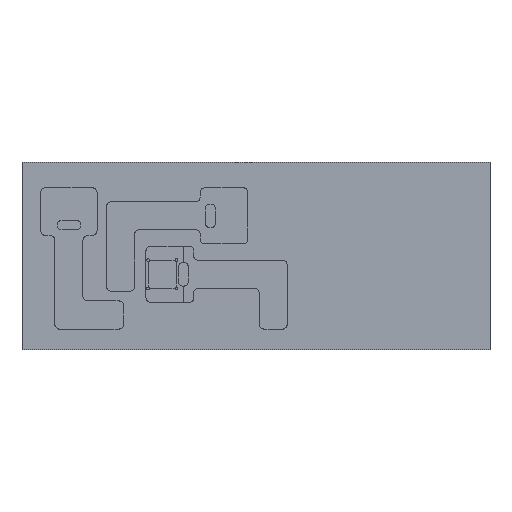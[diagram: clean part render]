
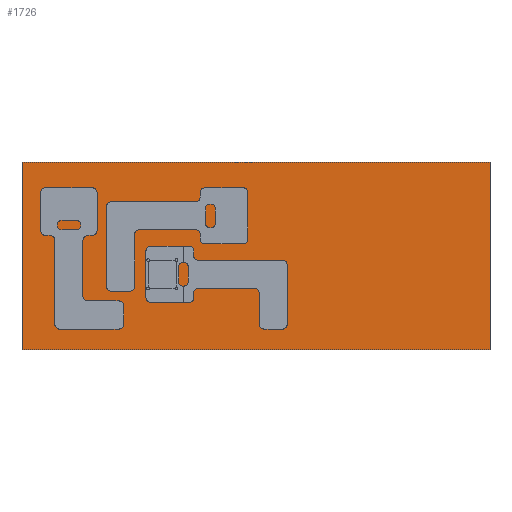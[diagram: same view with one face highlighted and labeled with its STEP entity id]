
A CAD part, top view. The second image highlights one B-rep face of the part: STEP entity #1726.
In plain terms, the highlighted planar face has unit normal (0, 0, 1).
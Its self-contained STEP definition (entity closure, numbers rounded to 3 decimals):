
#88 = PLANE ( 'NONE',  #432 ) ;
#112 = EDGE_LOOP ( 'NONE', ( #344, #803, #2421, #3815 ) ) ;
#275 = CARTESIAN_POINT ( 'NONE',  ( -500., 0., 10. ) ) ;
#295 = LINE ( 'NONE', #3163, #3734 ) ;
#344 = ORIENTED_EDGE ( 'NONE', *, *, #2333, .T. ) ;
#432 = AXIS2_PLACEMENT_3D ( 'NONE', #3353, #2113, #1120 ) ;
#449 = VECTOR ( 'NONE', #2422, 1000. ) ;
#587 = VERTEX_POINT ( 'NONE', #864 ) ;
#803 = ORIENTED_EDGE ( 'NONE', *, *, #1889, .T. ) ;
#864 = CARTESIAN_POINT ( 'NONE',  ( -500., 200., 10. ) ) ;
#1120 = DIRECTION ( 'NONE',  ( 1., 0., 0. ) ) ;
#1172 = VECTOR ( 'NONE', #3742, 1000. ) ;
#1203 = VERTEX_POINT ( 'NONE', #3099 ) ;
#1266 = EDGE_CURVE ( 'NONE', #1203, #2968, #3662, .T. ) ;
#1482 = CARTESIAN_POINT ( 'NONE',  ( 0., 0., 10. ) ) ;
#1726 = ADVANCED_FACE ( 'NONE', ( #2387 ), #88, .T. ) ;
#1889 = EDGE_CURVE ( 'NONE', #2171, #587, #295, .T. ) ;
#2080 = CARTESIAN_POINT ( 'NONE',  ( 0., 0., 10. ) ) ;
#2113 = DIRECTION ( 'NONE',  ( 0., 0., 1. ) ) ;
#2171 = VERTEX_POINT ( 'NONE', #3300 ) ;
#2287 = LINE ( 'NONE', #275, #3806 ) ;
#2333 = EDGE_CURVE ( 'NONE', #2968, #2171, #3938, .T. ) ;
#2387 = FACE_OUTER_BOUND ( 'NONE', #112, .T. ) ;
#2421 = ORIENTED_EDGE ( 'NONE', *, *, #3251, .T. ) ;
#2422 = DIRECTION ( 'NONE',  ( 0., 1., 0. ) ) ;
#2968 = VERTEX_POINT ( 'NONE', #1482 ) ;
#3099 = CARTESIAN_POINT ( 'NONE',  ( -500., 0., 10. ) ) ;
#3163 = CARTESIAN_POINT ( 'NONE',  ( 0., 200., 10. ) ) ;
#3251 = EDGE_CURVE ( 'NONE', #587, #1203, #2287, .T. ) ;
#3300 = CARTESIAN_POINT ( 'NONE',  ( 0., 200., 10. ) ) ;
#3350 = CARTESIAN_POINT ( 'NONE',  ( 0., 0., 10. ) ) ;
#3353 = CARTESIAN_POINT ( 'NONE',  ( 0., 0., 10. ) ) ;
#3548 = DIRECTION ( 'NONE',  ( 0., -1., 0. ) ) ;
#3662 = LINE ( 'NONE', #2080, #1172 ) ;
#3734 = VECTOR ( 'NONE', #4195, 1000. ) ;
#3742 = DIRECTION ( 'NONE',  ( 1., 0., 0. ) ) ;
#3806 = VECTOR ( 'NONE', #3548, 1000. ) ;
#3815 = ORIENTED_EDGE ( 'NONE', *, *, #1266, .T. ) ;
#3938 = LINE ( 'NONE', #3350, #449 ) ;
#4195 = DIRECTION ( 'NONE',  ( -1., 0., 0. ) ) ;
